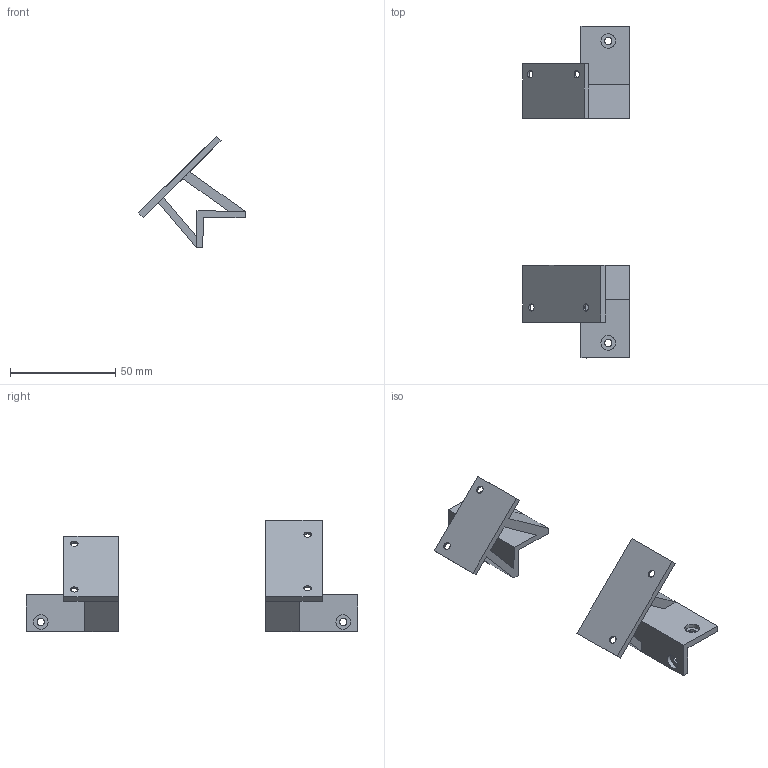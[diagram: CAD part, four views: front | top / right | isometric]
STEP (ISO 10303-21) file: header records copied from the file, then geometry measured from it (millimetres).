
FILE_DESCRIPTION(/* description */ (''),/* implementation_level */ '2;1');
FILE_NAME(/* name */ 'MSU mount.step',/* time_stamp */ '2021-01-28T00:41:03-05:00',/* author */ (''),/* organization */ (''),/* preprocessor_version */ 'ST-DEVELOPER v18.1',/* originating_system */ 'Autodesk Translation Framework v9.7.1.1290',/* authorisation */ '');
FILE_SCHEMA (('AUTOMOTIVE_DESIGN { 1 0 10303 214 3 1 1 }'));
Length unit declared in the file: millimetre
Products named in the file (1): MSU mount
Bounding box: 50.75 x 158 x 53.1 mm (x, y, z)
Volume: 23977.8 mm3; surface area: 17513.5 mm2
Topology: 2 solids, 2 shells, 62 faces, 152 edges, 100 vertices
Faces by surface type: plane 46, cylinder 16
Full cylindrical faces by diameter (mm): 3.5 x8, 7 x8
Entity records: 1888 total; most frequent: CARTESIAN_POINT 315, DIRECTION 310, ORIENTED_EDGE 304, EDGE_CURVE 152, LINE 120, VECTOR 120, VERTEX_POINT 100, AXIS2_PLACEMENT_3D 95
